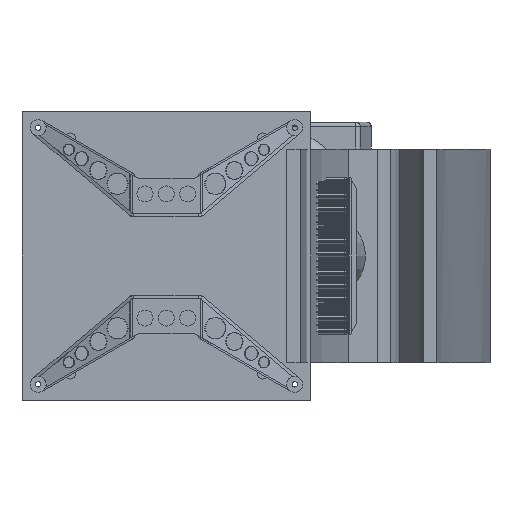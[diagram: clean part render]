
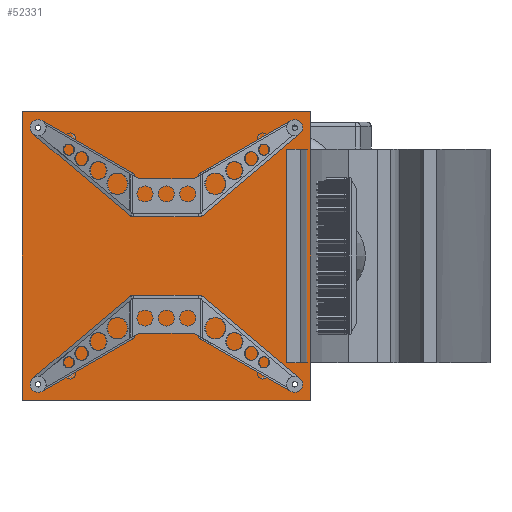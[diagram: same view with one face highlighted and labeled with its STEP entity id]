
A CAD part, left-side view. The second image highlights one B-rep face of the part: STEP entity #52331.
In plain terms, the highlighted planar face has unit normal (-1, 0, 0).
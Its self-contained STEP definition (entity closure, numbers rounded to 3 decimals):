
#52080 = VERTEX_POINT('',#52081);
#52081 = CARTESIAN_POINT('',(195.,-50.,235.));
#52097 = EDGE_CURVE('',#52080,#52080,#52098,.T.);
#52098 = CIRCLE('',#52099,5.);
#52099 = AXIS2_PLACEMENT_3D('',#52100,#52101,#52102);
#52100 = CARTESIAN_POINT('',(195.,-50.,240.));
#52101 = DIRECTION('',(1.,0.,0.));
#52102 = DIRECTION('',(0.,0.,1.));
#52113 = VERTEX_POINT('',#52114);
#52114 = CARTESIAN_POINT('',(195.,430.,235.));
#52130 = EDGE_CURVE('',#52113,#52113,#52131,.T.);
#52131 = CIRCLE('',#52132,5.);
#52132 = AXIS2_PLACEMENT_3D('',#52133,#52134,#52135);
#52133 = CARTESIAN_POINT('',(195.,430.,240.));
#52134 = DIRECTION('',(1.,0.,0.));
#52135 = DIRECTION('',(0.,0.,1.));
#52146 = VERTEX_POINT('',#52147);
#52147 = CARTESIAN_POINT('',(195.,-50.,-245.));
#52163 = EDGE_CURVE('',#52146,#52146,#52164,.T.);
#52164 = CIRCLE('',#52165,5.);
#52165 = AXIS2_PLACEMENT_3D('',#52166,#52167,#52168);
#52166 = CARTESIAN_POINT('',(195.,-50.,-240.));
#52167 = DIRECTION('',(1.,0.,0.));
#52168 = DIRECTION('',(0.,0.,1.));
#52179 = VERTEX_POINT('',#52180);
#52180 = CARTESIAN_POINT('',(195.,430.,-245.));
#52196 = EDGE_CURVE('',#52179,#52179,#52197,.T.);
#52197 = CIRCLE('',#52198,5.);
#52198 = AXIS2_PLACEMENT_3D('',#52199,#52200,#52201);
#52199 = CARTESIAN_POINT('',(195.,430.,-240.));
#52200 = DIRECTION('',(1.,0.,0.));
#52201 = DIRECTION('',(0.,0.,1.));
#52211 = EDGE_CURVE('',#52212,#52214,#52216,.T.);
#52212 = VERTEX_POINT('',#52213);
#52213 = CARTESIAN_POINT('',(195.,460.,270.));
#52214 = VERTEX_POINT('',#52215);
#52215 = CARTESIAN_POINT('',(195.,460.,-270.));
#52216 = LINE('',#52217,#52218);
#52217 = CARTESIAN_POINT('',(195.,460.,270.));
#52218 = VECTOR('',#52219,1.);
#52219 = DIRECTION('',(0.,0.,-1.));
#52251 = EDGE_CURVE('',#52214,#52252,#52254,.T.);
#52252 = VERTEX_POINT('',#52253);
#52253 = CARTESIAN_POINT('',(195.,-80.,-270.));
#52254 = LINE('',#52255,#52256);
#52255 = CARTESIAN_POINT('',(195.,460.,-270.));
#52256 = VECTOR('',#52257,1.);
#52257 = DIRECTION('',(0.,-1.,0.));
#52282 = EDGE_CURVE('',#52252,#52283,#52285,.T.);
#52283 = VERTEX_POINT('',#52284);
#52284 = CARTESIAN_POINT('',(195.,-80.,270.));
#52285 = LINE('',#52286,#52287);
#52286 = CARTESIAN_POINT('',(195.,-80.,-270.));
#52287 = VECTOR('',#52288,1.);
#52288 = DIRECTION('',(0.,0.,1.));
#52313 = EDGE_CURVE('',#52283,#52212,#52314,.T.);
#52314 = LINE('',#52315,#52316);
#52315 = CARTESIAN_POINT('',(195.,-80.,270.));
#52316 = VECTOR('',#52317,1.);
#52317 = DIRECTION('',(0.,1.,0.));
#52331 = ADVANCED_FACE('',(#52332,#52338,#52341,#52344,#52347),#52350,
  .T.);
#52332 = FACE_BOUND('',#52333,.T.);
#52333 = EDGE_LOOP('',(#52334,#52335,#52336,#52337));
#52334 = ORIENTED_EDGE('',*,*,#52313,.T.);
#52335 = ORIENTED_EDGE('',*,*,#52211,.T.);
#52336 = ORIENTED_EDGE('',*,*,#52251,.T.);
#52337 = ORIENTED_EDGE('',*,*,#52282,.T.);
#52338 = FACE_BOUND('',#52339,.T.);
#52339 = EDGE_LOOP('',(#52340));
#52340 = ORIENTED_EDGE('',*,*,#52097,.T.);
#52341 = FACE_BOUND('',#52342,.T.);
#52342 = EDGE_LOOP('',(#52343));
#52343 = ORIENTED_EDGE('',*,*,#52130,.T.);
#52344 = FACE_BOUND('',#52345,.T.);
#52345 = EDGE_LOOP('',(#52346));
#52346 = ORIENTED_EDGE('',*,*,#52163,.T.);
#52347 = FACE_BOUND('',#52348,.T.);
#52348 = EDGE_LOOP('',(#52349));
#52349 = ORIENTED_EDGE('',*,*,#52196,.T.);
#52350 = PLANE('',#52351);
#52351 = AXIS2_PLACEMENT_3D('',#52352,#52353,#52354);
#52352 = CARTESIAN_POINT('',(195.,390.,0.));
#52353 = DIRECTION('',(-1.,0.,0.));
#52354 = DIRECTION('',(0.,-1.,0.));
